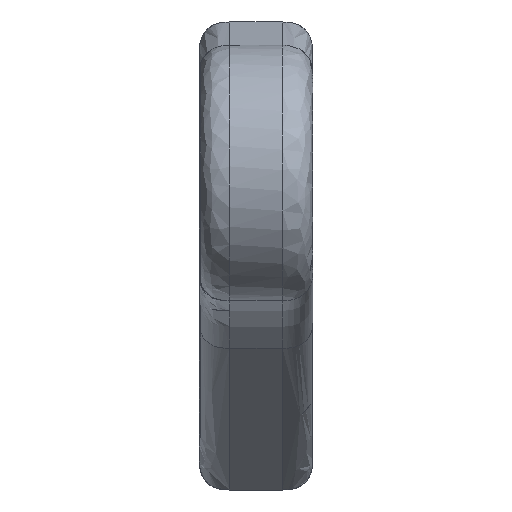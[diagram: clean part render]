
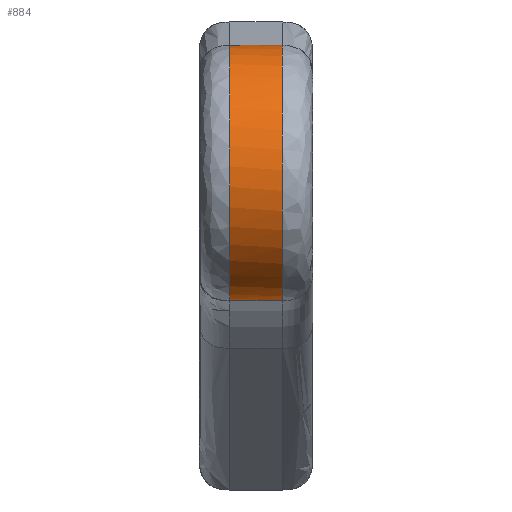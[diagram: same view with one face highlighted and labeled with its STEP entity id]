
A CAD part, left-side view. The second image highlights one B-rep face of the part: STEP entity #884.
In plain terms, the highlighted cylindrical face has radius 8.5 mm (diameter 17 mm), a partial arc.
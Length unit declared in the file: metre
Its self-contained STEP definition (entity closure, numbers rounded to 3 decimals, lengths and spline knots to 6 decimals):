
#101=B_SPLINE_CURVE_WITH_KNOTS('',3,(#1283,#1284,#1285,#1286,#1287,#1288,
#1289,#1290,#1291,#1292,#1293),.UNSPECIFIED.,.F.,.F.,(4,1,1,1,1,1,1,1,4),
(0.,0.125,0.25,0.375,0.5,0.625,0.75,0.875,1.),.UNSPECIFIED.);
#102=B_SPLINE_CURVE_WITH_KNOTS('',3,(#1294,#1295,#1296,#1297,#1298,#1299,
#1300,#1301,#1302,#1303,#1304),.UNSPECIFIED.,.F.,.F.,(4,1,1,1,1,1,1,1,4),
(0.,0.125,0.25,0.375,0.5,0.625,0.75,0.875,1.),.UNSPECIFIED.);
#255=ORIENTED_EDGE('',*,*,#471,.T.);
#256=ORIENTED_EDGE('',*,*,#513,.T.);
#257=ORIENTED_EDGE('',*,*,#506,.F.);
#258=ORIENTED_EDGE('',*,*,#514,.T.);
#471=EDGE_CURVE('',#608,#607,#684,.T.);
#506=EDGE_CURVE('',#631,#632,#696,.T.);
#513=EDGE_CURVE('',#607,#632,#101,.T.);
#514=EDGE_CURVE('',#631,#608,#102,.T.);
#607=VERTEX_POINT('',#1107);
#608=VERTEX_POINT('',#1109);
#631=VERTEX_POINT('',#1250);
#632=VERTEX_POINT('',#1251);
#684=LINE('',#1108,#706);
#696=LINE('',#1249,#718);
#706=VECTOR('',#995,1.);
#718=VECTOR('',#1031,1.);
#738=EDGE_LOOP('',(#255,#256,#257,#258));
#806=FACE_BOUND('',#738,.T.);
#862=CYLINDRICAL_SURFACE('',#962,0.0085);
#884=ADVANCED_FACE('',(#806),#862,.T.);
#962=AXIS2_PLACEMENT_3D('',#1282,#1040,#1041);
#995=DIRECTION('',(0.,-1.,0.));
#1031=DIRECTION('',(0.,-1.,0.));
#1040=DIRECTION('',(0.,-1.,0.));
#1041=DIRECTION('',(0.,0.,-1.));
#1107=CARTESIAN_POINT('',(-0.001155,-0.0025,-0.008421));
#1108=CARTESIAN_POINT('',(-0.001155,0.003,-0.008421));
#1109=CARTESIAN_POINT('',(-0.001155,0.001,-0.008421));
#1249=CARTESIAN_POINT('',(0.006715,0.003,0.005211));
#1250=CARTESIAN_POINT('',(0.006715,0.001,0.005211));
#1251=CARTESIAN_POINT('',(0.006715,-0.0025,0.005211));
#1282=CARTESIAN_POINT('',(0.,0.003,0.));
#1283=CARTESIAN_POINT('',(-0.001155,-0.0025,-0.008421));
#1284=CARTESIAN_POINT('',(-0.002529,-0.0025,-0.008233));
#1285=CARTESIAN_POINT('',(-0.005182,-0.0025,-0.00717));
#1286=CARTESIAN_POINT('',(-0.007945,-0.0025,-0.003891));
#1287=CARTESIAN_POINT('',(-0.008841,-0.0025,0.000301));
#1288=CARTESIAN_POINT('',(-0.007661,-0.0025,0.004423));
#1289=CARTESIAN_POINT('',(-0.004682,-0.0025,0.007506));
#1290=CARTESIAN_POINT('',(-0.000603,-0.0025,0.008826));
#1291=CARTESIAN_POINT('',(0.003618,-0.0025,0.008072));
#1292=CARTESIAN_POINT('',(0.005865,-0.0025,0.006307));
#1293=CARTESIAN_POINT('',(0.006715,-0.0025,0.005211));
#1294=CARTESIAN_POINT('',(0.006715,0.001,0.005211));
#1295=CARTESIAN_POINT('',(0.005865,0.001,0.006307));
#1296=CARTESIAN_POINT('',(0.003618,0.001,0.008072));
#1297=CARTESIAN_POINT('',(-0.000603,0.001,0.008826));
#1298=CARTESIAN_POINT('',(-0.004682,0.001,0.007506));
#1299=CARTESIAN_POINT('',(-0.007661,0.001,0.004423));
#1300=CARTESIAN_POINT('',(-0.008841,0.001,0.000301));
#1301=CARTESIAN_POINT('',(-0.007945,0.001,-0.003891));
#1302=CARTESIAN_POINT('',(-0.005182,0.001,-0.00717));
#1303=CARTESIAN_POINT('',(-0.002529,0.001,-0.008233));
#1304=CARTESIAN_POINT('',(-0.001155,0.001,-0.008421));
